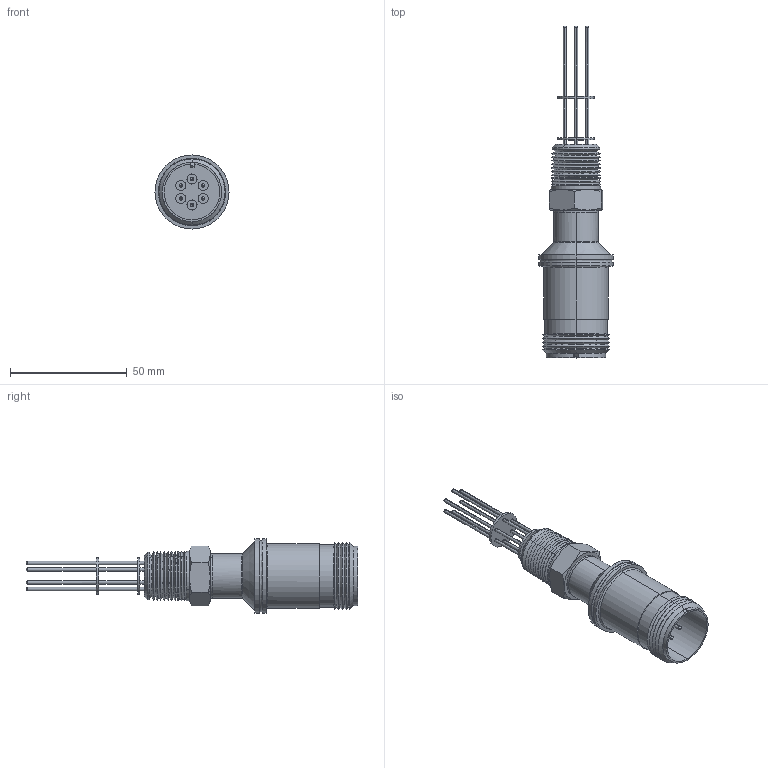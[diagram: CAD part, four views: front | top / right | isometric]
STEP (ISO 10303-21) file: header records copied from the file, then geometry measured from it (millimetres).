
FILE_DESCRIPTION (( 'STEP AP203' ), '1' );
FILE_NAME ('A0198-8-NPT.STEP', '2013-03-13T16:41:25', ( '' ), ( '' ), 'SwSTEP 2.0', 'SolidWorks 2012', '' );
FILE_SCHEMA (( 'CONFIG_CONTROL_DESIGN' ));
Length unit declared in the file: inch
Products named in the file (1): A0198-8-NPT
Bounding box: 31.75 x 142.11 x 31.75 mm (x, y, z)
Volume: 15079.2 mm3; surface area: 23622.9 mm2
Topology: 1 solids, 1 shells, 311 faces, 703 edges, 444 vertices
Faces by surface type: cylinder 120, cone 89, plane 70, bspline 32
Entity records: 9569 total; most frequent: CARTESIAN_POINT 2360, DIRECTION 1625, ORIENTED_EDGE 1406, EDGE_CURVE 703, AXIS2_PLACEMENT_3D 701, VERTEX_POINT 444, CIRCLE 421, EDGE_LOOP 381
